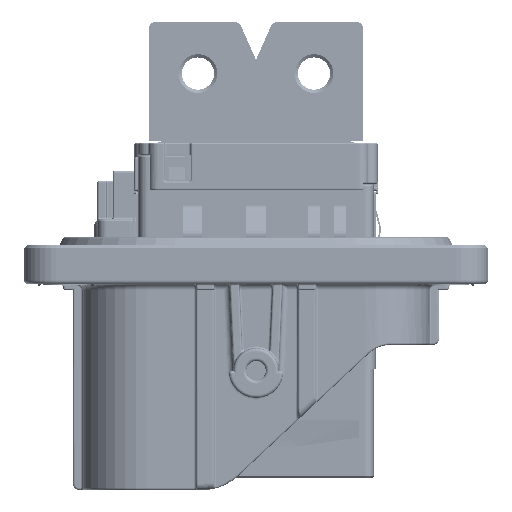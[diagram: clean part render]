
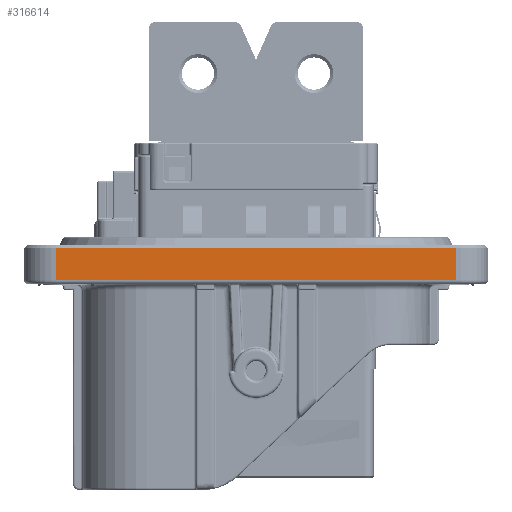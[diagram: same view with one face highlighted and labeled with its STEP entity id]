
A CAD part, left-side view. The second image highlights one B-rep face of the part: STEP entity #316614.
In plain terms, the highlighted planar face has unit normal (-1, 0, 0).
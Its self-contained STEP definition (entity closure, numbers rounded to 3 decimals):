
#18070 = LINE ( 'NONE', #324246, #244565 ) ;
#19341 = CARTESIAN_POINT ( 'NONE',  ( -37.5, 31., 6. ) ) ;
#28347 = LINE ( 'NONE', #291322, #150969 ) ;
#41480 = EDGE_CURVE ( 'NONE', #78461, #128445, #335316, .T. ) ;
#55596 = ORIENTED_EDGE ( 'NONE', *, *, #41480, .T. ) ;
#57595 = DIRECTION ( 'NONE',  ( 1., 0., 0. ) ) ;
#57921 = ORIENTED_EDGE ( 'NONE', *, *, #166028, .T. ) ;
#63283 = CARTESIAN_POINT ( 'NONE',  ( -37.5, 31., 0.5 ) ) ;
#78461 = VERTEX_POINT ( 'NONE', #63283 ) ;
#98798 = CARTESIAN_POINT ( 'NONE',  ( -37.5, 31., 5.5 ) ) ;
#99756 = CARTESIAN_POINT ( 'NONE',  ( -37.5, -31., 0.5 ) ) ;
#117815 = DIRECTION ( 'NONE',  ( 0., 0., 1. ) ) ;
#124082 = DIRECTION ( 'NONE',  ( 0., 0., -1. ) ) ;
#128445 = VERTEX_POINT ( 'NONE', #205969 ) ;
#137813 = AXIS2_PLACEMENT_3D ( 'NONE', #188300, #57595, #210567 ) ;
#145320 = VECTOR ( 'NONE', #124082, 1000. ) ;
#150969 = VECTOR ( 'NONE', #162394, 1000. ) ;
#162394 = DIRECTION ( 'NONE',  ( 0., 1., 0. ) ) ;
#166028 = EDGE_CURVE ( 'NONE', #281956, #78461, #196467, .T. ) ;
#175932 = EDGE_CURVE ( 'NONE', #128445, #252102, #18070, .T. ) ;
#178915 = DIRECTION ( 'NONE',  ( 0., -1., 0. ) ) ;
#188300 = CARTESIAN_POINT ( 'NONE',  ( -37.5, -36., 6. ) ) ;
#196467 = LINE ( 'NONE', #19341, #145320 ) ;
#199297 = ORIENTED_EDGE ( 'NONE', *, *, #175932, .T. ) ;
#205969 = CARTESIAN_POINT ( 'NONE',  ( -37.5, -31., 0.5 ) ) ;
#210567 = DIRECTION ( 'NONE',  ( 0., 0., -1. ) ) ;
#213965 = PLANE ( 'NONE',  #137813 ) ;
#244565 = VECTOR ( 'NONE', #117815, 1000. ) ;
#252102 = VERTEX_POINT ( 'NONE', #300802 ) ;
#255343 = ORIENTED_EDGE ( 'NONE', *, *, #296165, .T. ) ;
#281956 = VERTEX_POINT ( 'NONE', #98798 ) ;
#286389 = VECTOR ( 'NONE', #178915, 1000. ) ;
#291322 = CARTESIAN_POINT ( 'NONE',  ( -37.5, -36., 5.5 ) ) ;
#291375 = FACE_OUTER_BOUND ( 'NONE', #333902, .T. ) ;
#296165 = EDGE_CURVE ( 'NONE', #252102, #281956, #28347, .T. ) ;
#300802 = CARTESIAN_POINT ( 'NONE',  ( -37.5, -31., 5.5 ) ) ;
#316614 = ADVANCED_FACE ( 'NONE', ( #291375 ), #213965, .F. ) ;
#324246 = CARTESIAN_POINT ( 'NONE',  ( -37.5, -31., 6. ) ) ;
#333902 = EDGE_LOOP ( 'NONE', ( #199297, #255343, #57921, #55596 ) ) ;
#335316 = LINE ( 'NONE', #99756, #286389 ) ;
